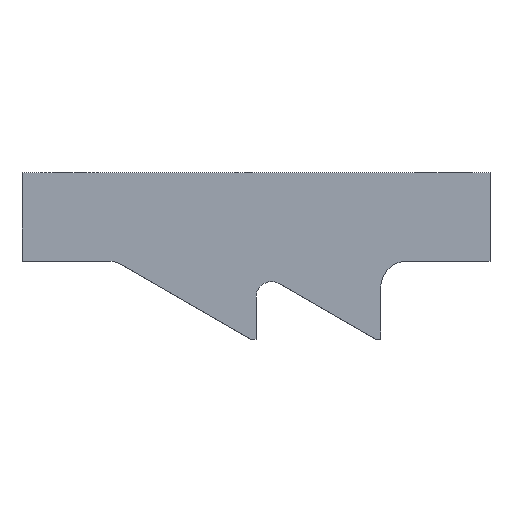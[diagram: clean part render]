
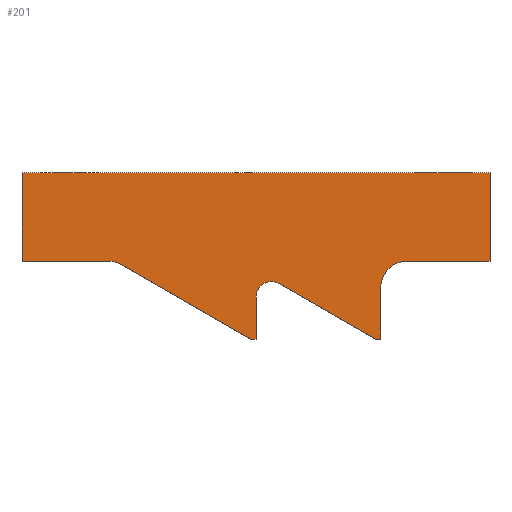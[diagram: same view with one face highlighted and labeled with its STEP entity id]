
A CAD part, top view. The second image highlights one B-rep face of the part: STEP entity #201.
In plain terms, the highlighted planar face has unit normal (0, 0, 1).
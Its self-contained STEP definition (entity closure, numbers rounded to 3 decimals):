
#26 = EDGE_LOOP ( 'NONE', ( #406, #682, #683, #57, #685, #401, #661, #692, #404, #690, #668, #45, #666, #400 ) ) ;
#35 = DIRECTION ( 'NONE',  ( 1., 0., 0. ) ) ;
#36 = DIRECTION ( 'NONE',  ( 0., 0., 1. ) ) ;
#37 = CARTESIAN_POINT ( 'NONE',  ( -28.321, -22., 6. ) ) ;
#38 = PLANE ( 'NONE',  #477 ) ;
#45 = ORIENTED_EDGE ( 'NONE', *, *, #911, .T. ) ;
#57 = ORIENTED_EDGE ( 'NONE', *, *, #906, .T. ) ;
#71 = DIRECTION ( 'NONE',  ( 1., 0., 0. ) ) ;
#72 = DIRECTION ( 'NONE',  ( 0., 0., -1. ) ) ;
#73 = DIRECTION ( 'NONE',  ( 0., 1., 0. ) ) ;
#74 = CARTESIAN_POINT ( 'NONE',  ( 0., -23.917, 6. ) ) ;
#75 = LINE ( 'NONE', #74, #791 ) ;
#76 = CARTESIAN_POINT ( 'NONE',  ( 29., -22., 6. ) ) ;
#82 = DIRECTION ( 'NONE',  ( 0.866, -0.5, 0. ) ) ;
#83 = CARTESIAN_POINT ( 'NONE',  ( 4.5, -21.319, 6. ) ) ;
#84 = LINE ( 'NONE', #83, #513 ) ;
#91 = DIRECTION ( 'NONE',  ( 1., 0., 0. ) ) ;
#92 = CARTESIAN_POINT ( 'NONE',  ( 24., -32., 6. ) ) ;
#94 = LINE ( 'NONE', #92, #541 ) ;
#126 = DIRECTION ( 'NONE',  ( 0., -1., 0. ) ) ;
#127 = DIRECTION ( 'NONE',  ( 0., 1., 0. ) ) ;
#128 = CARTESIAN_POINT ( 'NONE',  ( 45., 0., 6. ) ) ;
#129 = LINE ( 'NONE', #128, #511 ) ;
#131 = DIRECTION ( 'NONE',  ( 1., 0., 0. ) ) ;
#132 = DIRECTION ( 'NONE',  ( 0., 0., -1. ) ) ;
#145 = CARTESIAN_POINT ( 'NONE',  ( -28.321, -22., 6. ) ) ;
#155 = CARTESIAN_POINT ( 'NONE',  ( 3., -23.917, 6. ) ) ;
#165 = CARTESIAN_POINT ( 'NONE',  ( -1., -32., 6. ) ) ;
#167 = DIRECTION ( 'NONE',  ( 0., 0., -1. ) ) ;
#168 = DIRECTION ( 'NONE',  ( -1., 0., 0. ) ) ;
#169 = DIRECTION ( 'NONE',  ( 1., 0., 0. ) ) ;
#173 = LINE ( 'NONE', #165, #493 ) ;
#185 = CARTESIAN_POINT ( 'NONE',  ( -45., 0., 6. ) ) ;
#193 = LINE ( 'NONE', #185, #435 ) ;
#195 = CIRCLE ( 'NONE', #438, 3. ) ;
#199 = CIRCLE ( 'NONE', #446, 5. ) ;
#201 = ADVANCED_FACE ( 'NONE', ( #519 ), #38, .T. ) ;
#228 = CIRCLE ( 'NONE', #469, 5. ) ;
#284 = CARTESIAN_POINT ( 'NONE',  ( -1., -32., 6. ) ) ;
#286 = CARTESIAN_POINT ( 'NONE',  ( 4.5, -21.319, 6. ) ) ;
#288 = CARTESIAN_POINT ( 'NONE',  ( 24., -22., 6. ) ) ;
#291 = CARTESIAN_POINT ( 'NONE',  ( 23., -32., 6. ) ) ;
#293 = CARTESIAN_POINT ( 'NONE',  ( 0., -32., 6. ) ) ;
#300 = CARTESIAN_POINT ( 'NONE',  ( 0., -23.917, 6. ) ) ;
#307 = CARTESIAN_POINT ( 'NONE',  ( -45., -17., 6. ) ) ;
#308 = CARTESIAN_POINT ( 'NONE',  ( -45., 0., 6. ) ) ;
#315 = CARTESIAN_POINT ( 'NONE',  ( 45., 0., 6. ) ) ;
#318 = CARTESIAN_POINT ( 'NONE',  ( 29., -17., 6. ) ) ;
#320 = CARTESIAN_POINT ( 'NONE',  ( 45., -17., 6. ) ) ;
#321 = CARTESIAN_POINT ( 'NONE',  ( -28.321, -17., 6. ) ) ;
#325 = DIRECTION ( 'NONE',  ( 1., 0., 0. ) ) ;
#330 = CARTESIAN_POINT ( 'NONE',  ( 24., -32., 6. ) ) ;
#341 = LINE ( 'NONE', #343, #502 ) ;
#343 = CARTESIAN_POINT ( 'NONE',  ( -28.321, -17., 6. ) ) ;
#388 = CARTESIAN_POINT ( 'NONE',  ( -25.821, -17.67, 6. ) ) ;
#400 = ORIENTED_EDGE ( 'NONE', *, *, #919, .T. ) ;
#401 = ORIENTED_EDGE ( 'NONE', *, *, #901, .T. ) ;
#404 = ORIENTED_EDGE ( 'NONE', *, *, #895, .T. ) ;
#406 = ORIENTED_EDGE ( 'NONE', *, *, #862, .T. ) ;
#435 = VECTOR ( 'NONE', #126, 1000. ) ;
#438 = AXIS2_PLACEMENT_3D ( 'NONE', #155, #167, #168 ) ;
#446 = AXIS2_PLACEMENT_3D ( 'NONE', #145, #132, #131 ) ;
#469 = AXIS2_PLACEMENT_3D ( 'NONE', #76, #72, #71 ) ;
#477 = AXIS2_PLACEMENT_3D ( 'NONE', #37, #36, #35 ) ;
#493 = VECTOR ( 'NONE', #169, 1000. ) ;
#502 = VECTOR ( 'NONE', #325, 1000. ) ;
#511 = VECTOR ( 'NONE', #127, 1000. ) ;
#513 = VECTOR ( 'NONE', #82, 1000. ) ;
#519 = FACE_OUTER_BOUND ( 'NONE', #26, .T. ) ;
#541 = VECTOR ( 'NONE', #91, 1000. ) ;
#554 = LINE ( 'NONE', #555, #797 ) ;
#555 = CARTESIAN_POINT ( 'NONE',  ( -1., -32., 6. ) ) ;
#556 = DIRECTION ( 'NONE',  ( 0.866, -0.5, 0. ) ) ;
#566 = LINE ( 'NONE', #567, #800 ) ;
#567 = CARTESIAN_POINT ( 'NONE',  ( 24., -22., 6. ) ) ;
#568 = DIRECTION ( 'NONE',  ( 0., 1., 0. ) ) ;
#569 = LINE ( 'NONE', #570, #831 ) ;
#570 = CARTESIAN_POINT ( 'NONE',  ( 45., -17., 6. ) ) ;
#571 = DIRECTION ( 'NONE',  ( 1., 0., 0. ) ) ;
#593 = LINE ( 'NONE', #594, #801 ) ;
#594 = CARTESIAN_POINT ( 'NONE',  ( -45., 0., 6. ) ) ;
#595 = DIRECTION ( 'NONE',  ( -1., 0., 0. ) ) ;
#661 = ORIENTED_EDGE ( 'NONE', *, *, #871, .T. ) ;
#666 = ORIENTED_EDGE ( 'NONE', *, *, #885, .T. ) ;
#668 = ORIENTED_EDGE ( 'NONE', *, *, #902, .T. ) ;
#682 = ORIENTED_EDGE ( 'NONE', *, *, #857, .T. ) ;
#683 = ORIENTED_EDGE ( 'NONE', *, *, #884, .T. ) ;
#685 = ORIENTED_EDGE ( 'NONE', *, *, #873, .T. ) ;
#690 = ORIENTED_EDGE ( 'NONE', *, *, #910, .T. ) ;
#692 = ORIENTED_EDGE ( 'NONE', *, *, #898, .T. ) ;
#715 = VERTEX_POINT ( 'NONE', #388 ) ;
#721 = VERTEX_POINT ( 'NONE', #321 ) ;
#722 = VERTEX_POINT ( 'NONE', #320 ) ;
#724 = VERTEX_POINT ( 'NONE', #308 ) ;
#725 = VERTEX_POINT ( 'NONE', #307 ) ;
#731 = VERTEX_POINT ( 'NONE', #315 ) ;
#735 = VERTEX_POINT ( 'NONE', #330 ) ;
#738 = VERTEX_POINT ( 'NONE', #318 ) ;
#739 = VERTEX_POINT ( 'NONE', #300 ) ;
#746 = VERTEX_POINT ( 'NONE', #293 ) ;
#748 = VERTEX_POINT ( 'NONE', #291 ) ;
#751 = VERTEX_POINT ( 'NONE', #288 ) ;
#753 = VERTEX_POINT ( 'NONE', #286 ) ;
#755 = VERTEX_POINT ( 'NONE', #284 ) ;
#791 = VECTOR ( 'NONE', #73, 1000. ) ;
#797 = VECTOR ( 'NONE', #556, 1000. ) ;
#800 = VECTOR ( 'NONE', #568, 1000. ) ;
#801 = VECTOR ( 'NONE', #595, 1000. ) ;
#831 = VECTOR ( 'NONE', #571, 1000. ) ;
#857 = EDGE_CURVE ( 'NONE', #725, #721, #341, .T. ) ;
#862 = EDGE_CURVE ( 'NONE', #724, #725, #193, .T. ) ;
#871 = EDGE_CURVE ( 'NONE', #739, #753, #195, .T. ) ;
#873 = EDGE_CURVE ( 'NONE', #755, #746, #173, .T. ) ;
#884 = EDGE_CURVE ( 'NONE', #721, #715, #199, .T. ) ;
#885 = EDGE_CURVE ( 'NONE', #722, #731, #129, .T. ) ;
#895 = EDGE_CURVE ( 'NONE', #748, #735, #94, .T. ) ;
#898 = EDGE_CURVE ( 'NONE', #753, #748, #84, .T. ) ;
#901 = EDGE_CURVE ( 'NONE', #746, #739, #75, .T. ) ;
#902 = EDGE_CURVE ( 'NONE', #751, #738, #228, .T. ) ;
#906 = EDGE_CURVE ( 'NONE', #715, #755, #554, .T. ) ;
#910 = EDGE_CURVE ( 'NONE', #735, #751, #566, .T. ) ;
#911 = EDGE_CURVE ( 'NONE', #738, #722, #569, .T. ) ;
#919 = EDGE_CURVE ( 'NONE', #731, #724, #593, .T. ) ;
